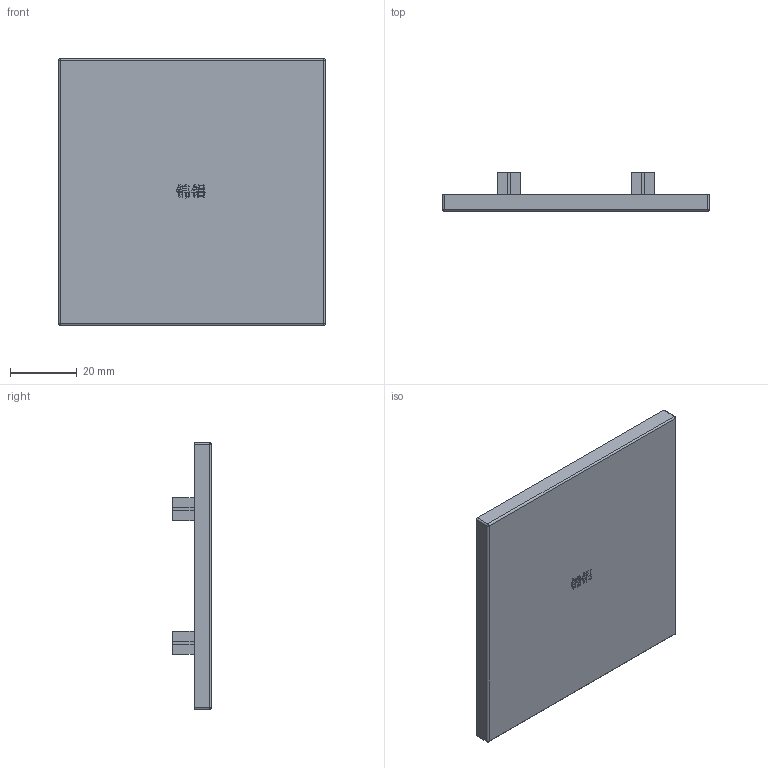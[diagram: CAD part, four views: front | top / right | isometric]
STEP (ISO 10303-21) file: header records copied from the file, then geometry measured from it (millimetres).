
FILE_DESCRIPTION (( 'STEP AP203' ), '1' );
FILE_NAME ('弊梓8080傷裔.STEP', '2019-07-31T01:59:46', ( 'User' ), ( 'China' ), 'SwSTEP 2.0', 'SolidWorks 2015', '' );
FILE_SCHEMA (( 'CONFIG_CONTROL_DESIGN' ));
Length unit declared in the file: millimetre
Products named in the file (1): 弊梓8080傷裔
Bounding box: 80 x 11.5 x 80 mm (x, y, z)
Volume: 11746.2 mm3; surface area: 16571.6 mm2
Topology: 1 solids, 1 shells, 229 faces, 631 edges, 414 vertices
Faces by surface type: plane 189, bspline 32, cylinder 8
Entity records: 8134 total; most frequent: CARTESIAN_POINT 2439, ORIENTED_EDGE 1254, DIRECTION 983, EDGE_CURVE 627, VECTOR 555, LINE 555, VERTEX_POINT 414, EDGE_LOOP 243
